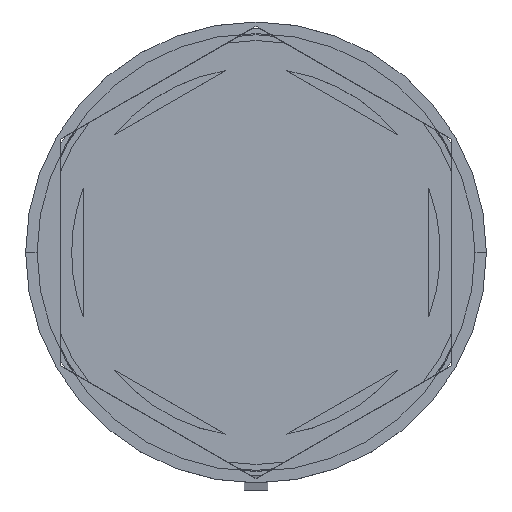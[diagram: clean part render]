
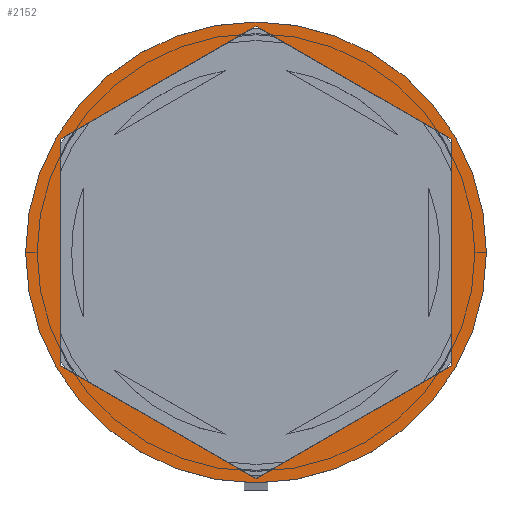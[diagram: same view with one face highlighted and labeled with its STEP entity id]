
A CAD part, top view. The second image highlights one B-rep face of the part: STEP entity #2152.
In plain terms, the highlighted planar face has unit normal (0, 0, 1).
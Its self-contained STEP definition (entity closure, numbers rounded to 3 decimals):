
#30 = LINE ( 'NONE', #1481, #1156 ) ;
#72 = CARTESIAN_POINT ( 'NONE',  ( 0., -9.815, 0. ) ) ;
#89 = CARTESIAN_POINT ( 'NONE',  ( -10., 0., 0. ) ) ;
#99 = CARTESIAN_POINT ( 'NONE',  ( 10., 0., 0. ) ) ;
#107 = CARTESIAN_POINT ( 'NONE',  ( -8.5, -4.907, 0. ) ) ;
#156 = DIRECTION ( 'NONE',  ( 0., -1., 0. ) ) ;
#171 = LINE ( 'NONE', #1348, #752 ) ;
#185 = DIRECTION ( 'NONE',  ( 0., 0., 1. ) ) ;
#192 = ORIENTED_EDGE ( 'NONE', *, *, #1212, .F. ) ;
#265 = DIRECTION ( 'NONE',  ( 0., 0., 1. ) ) ;
#288 = FACE_OUTER_BOUND ( 'NONE', #2390, .T. ) ;
#299 = DIRECTION ( 'NONE',  ( -0.866, -0.5, 0. ) ) ;
#321 = AXIS2_PLACEMENT_3D ( 'NONE', #922, #265, #1504 ) ;
#356 = EDGE_CURVE ( 'NONE', #2245, #1679, #1059, .T. ) ;
#372 = ORIENTED_EDGE ( 'NONE', *, *, #1192, .F. ) ;
#405 = EDGE_CURVE ( 'NONE', #2099, #2147, #1450, .T. ) ;
#498 = DIRECTION ( 'NONE',  ( 0.866, 0.5, 0. ) ) ;
#557 = CIRCLE ( 'NONE', #1117, 10. ) ;
#572 = ORIENTED_EDGE ( 'NONE', *, *, #2206, .F. ) ;
#583 = VERTEX_POINT ( 'NONE', #72 ) ;
#641 = CARTESIAN_POINT ( 'NONE',  ( -8.5, 4.907, 0. ) ) ;
#704 = PLANE ( 'NONE',  #321 ) ;
#752 = VECTOR ( 'NONE', #156, 1000. ) ;
#755 = CARTESIAN_POINT ( 'NONE',  ( 8.5, -4.907, 0. ) ) ;
#833 = CARTESIAN_POINT ( 'NONE',  ( 8.5, 4.907, 0. ) ) ;
#855 = DIRECTION ( 'NONE',  ( 0., 1., 0. ) ) ;
#902 = CARTESIAN_POINT ( 'NONE',  ( 0., 9.815, 0. ) ) ;
#922 = CARTESIAN_POINT ( 'NONE',  ( 0., 0., 0. ) ) ;
#932 = DIRECTION ( 'NONE',  ( 0.866, -0.5, 0. ) ) ;
#1006 = DIRECTION ( 'NONE',  ( 1., 0., 0. ) ) ;
#1059 = LINE ( 'NONE', #833, #1239 ) ;
#1095 = CARTESIAN_POINT ( 'NONE',  ( 0., 9.815, 0. ) ) ;
#1117 = AXIS2_PLACEMENT_3D ( 'NONE', #2036, #185, #1006 ) ;
#1122 = VERTEX_POINT ( 'NONE', #1496 ) ;
#1156 = VECTOR ( 'NONE', #855, 1000. ) ;
#1192 = EDGE_CURVE ( 'NONE', #1468, #2245, #30, .T. ) ;
#1212 = EDGE_CURVE ( 'NONE', #1679, #1933, #1665, .T. ) ;
#1239 = VECTOR ( 'NONE', #2282, 1000. ) ;
#1241 = EDGE_CURVE ( 'NONE', #1122, #583, #2169, .T. ) ;
#1287 = DIRECTION ( 'NONE',  ( 1., 0., 0. ) ) ;
#1304 = ORIENTED_EDGE ( 'NONE', *, *, #405, .T. ) ;
#1348 = CARTESIAN_POINT ( 'NONE',  ( -8.5, 4.907, 0. ) ) ;
#1450 = CIRCLE ( 'NONE', #1801, 10. ) ;
#1468 = VERTEX_POINT ( 'NONE', #755 ) ;
#1481 = CARTESIAN_POINT ( 'NONE',  ( 8.5, -4.907, 0. ) ) ;
#1496 = CARTESIAN_POINT ( 'NONE',  ( -8.5, -4.907, 0. ) ) ;
#1504 = DIRECTION ( 'NONE',  ( 1., 0., 0. ) ) ;
#1535 = ORIENTED_EDGE ( 'NONE', *, *, #1584, .T. ) ;
#1584 = EDGE_CURVE ( 'NONE', #2147, #2099, #557, .T. ) ;
#1640 = EDGE_CURVE ( 'NONE', #583, #1468, #1677, .T. ) ;
#1665 = LINE ( 'NONE', #1095, #2667 ) ;
#1677 = LINE ( 'NONE', #2175, #2205 ) ;
#1679 = VERTEX_POINT ( 'NONE', #902 ) ;
#1801 = AXIS2_PLACEMENT_3D ( 'NONE', #1888, #2267, #1287 ) ;
#1888 = CARTESIAN_POINT ( 'NONE',  ( 0., 0., 0. ) ) ;
#1933 = VERTEX_POINT ( 'NONE', #641 ) ;
#1996 = CARTESIAN_POINT ( 'NONE',  ( 8.5, 4.907, 0. ) ) ;
#2036 = CARTESIAN_POINT ( 'NONE',  ( 0., 0., 0. ) ) ;
#2099 = VERTEX_POINT ( 'NONE', #89 ) ;
#2145 = FACE_BOUND ( 'NONE', #2597, .T. ) ;
#2147 = VERTEX_POINT ( 'NONE', #99 ) ;
#2152 = ADVANCED_FACE ( 'NONE', ( #2145, #288 ), #704, .T. ) ;
#2153 = VECTOR ( 'NONE', #932, 1000. ) ;
#2169 = LINE ( 'NONE', #107, #2153 ) ;
#2175 = CARTESIAN_POINT ( 'NONE',  ( 0., -9.815, 0. ) ) ;
#2205 = VECTOR ( 'NONE', #498, 1000. ) ;
#2206 = EDGE_CURVE ( 'NONE', #1933, #1122, #171, .T. ) ;
#2207 = ORIENTED_EDGE ( 'NONE', *, *, #1640, .F. ) ;
#2245 = VERTEX_POINT ( 'NONE', #1996 ) ;
#2267 = DIRECTION ( 'NONE',  ( 0., 0., 1. ) ) ;
#2282 = DIRECTION ( 'NONE',  ( -0.866, 0.5, 0. ) ) ;
#2313 = ORIENTED_EDGE ( 'NONE', *, *, #356, .F. ) ;
#2390 = EDGE_LOOP ( 'NONE', ( #1535, #1304 ) ) ;
#2510 = ORIENTED_EDGE ( 'NONE', *, *, #1241, .F. ) ;
#2597 = EDGE_LOOP ( 'NONE', ( #2313, #372, #2207, #2510, #572, #192 ) ) ;
#2667 = VECTOR ( 'NONE', #299, 1000. ) ;
